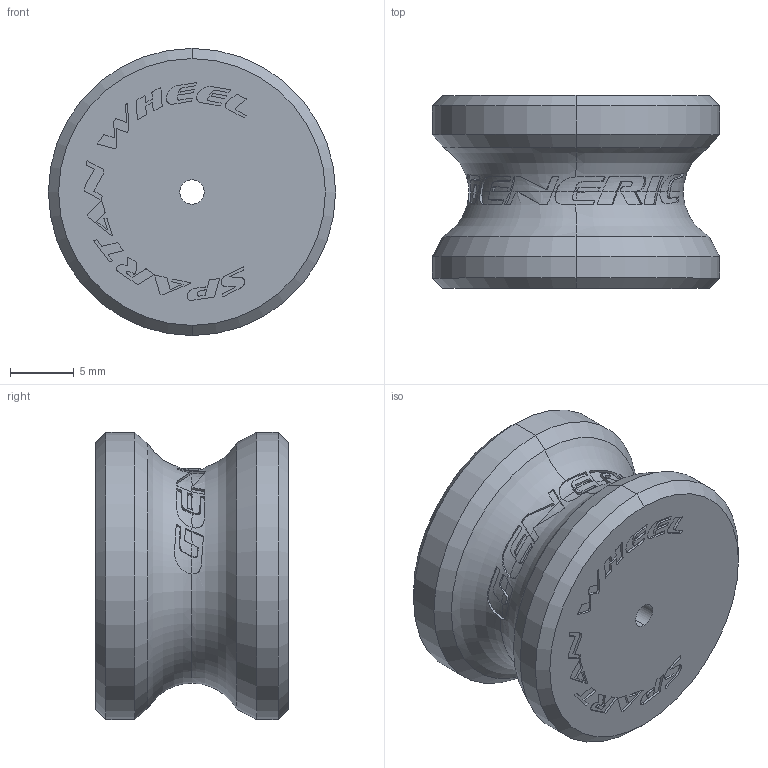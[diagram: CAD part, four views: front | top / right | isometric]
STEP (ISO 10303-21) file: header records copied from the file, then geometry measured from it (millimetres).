
FILE_DESCRIPTION (( 'STEP AP214' ), '1' );
FILE_NAME ('Spartan_wheel_23.5_Crush_V1.STEP', '2023-05-10T18:19:26', ( '' ), ( '' ), 'SwSTEP 2.0', 'SolidWorks 2020', '' );
FILE_SCHEMA (( 'AUTOMOTIVE_DESIGN' ));
Length unit declared in the file: millimetre
Products named in the file (1): Spartan_wheel_23.5_Crush_V1
Bounding box: 22.5 x 15.1 x 22.5 mm (x, y, z)
Volume: 3913.1 mm3; surface area: 2044 mm2
Topology: 1 solids, 1 shells, 471 faces, 1346 edges, 892 vertices
Faces by surface type: bspline 290, plane 133, torus 32, cone 10, cylinder 6
Entity records: 28167 total; most frequent: CARTESIAN_POINT 18199, ORIENTED_EDGE 2692, EDGE_CURVE 1346, DIRECTION 989, VERTEX_POINT 892, B_SPLINE_CURVE_WITH_KNOTS 781, VECTOR 505, LINE 505
